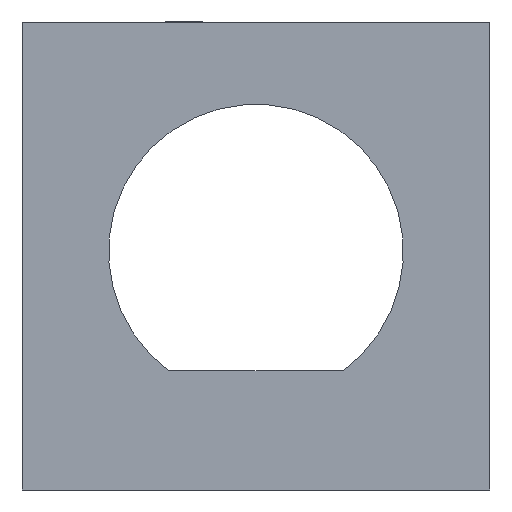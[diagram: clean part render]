
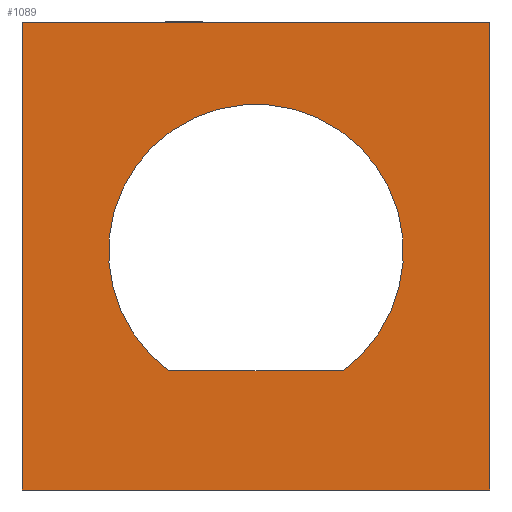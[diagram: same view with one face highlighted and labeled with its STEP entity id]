
A CAD part, front view. The second image highlights one B-rep face of the part: STEP entity #1089.
In plain terms, the highlighted planar face has unit normal (0, -1, 0).
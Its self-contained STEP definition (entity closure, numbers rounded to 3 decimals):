
#15 = LINE ( 'NONE', #181, #1130 ) ;
#25 = EDGE_CURVE ( 'NONE', #196, #267, #249, .T. ) ;
#42 = DIRECTION ( 'NONE',  ( -1., 0., 0. ) ) ;
#65 = DIRECTION ( 'NONE',  ( -1., 0., 0. ) ) ;
#87 = VERTEX_POINT ( 'NONE', #898 ) ;
#142 = PLANE ( 'NONE',  #922 ) ;
#145 = DIRECTION ( 'NONE',  ( 0., 0., -1. ) ) ;
#181 = CARTESIAN_POINT ( 'NONE',  ( -4.921, 0., -4.921 ) ) ;
#196 = VERTEX_POINT ( 'NONE', #946 ) ;
#241 = CARTESIAN_POINT ( 'NONE',  ( -1.833, 0., -2.409 ) ) ;
#244 = ORIENTED_EDGE ( 'NONE', *, *, #25, .F. ) ;
#249 = LINE ( 'NONE', #860, #921 ) ;
#266 = EDGE_CURVE ( 'NONE', #765, #403, #438, .T. ) ;
#267 = VERTEX_POINT ( 'NONE', #801 ) ;
#301 = EDGE_CURVE ( 'NONE', #754, #87, #15, .T. ) ;
#403 = VERTEX_POINT ( 'NONE', #751 ) ;
#406 = CARTESIAN_POINT ( 'NONE',  ( 0., 0., 0. ) ) ;
#438 = LINE ( 'NONE', #241, #466 ) ;
#441 = DIRECTION ( 'NONE',  ( 0., 1., 0. ) ) ;
#466 = VECTOR ( 'NONE', #65, 1000. ) ;
#543 = EDGE_LOOP ( 'NONE', ( #827, #934 ) ) ;
#547 = EDGE_CURVE ( 'NONE', #87, #196, #985, .T. ) ;
#565 = CARTESIAN_POINT ( 'NONE',  ( 1.833, 0., -2.409 ) ) ;
#626 = AXIS2_PLACEMENT_3D ( 'NONE', #628, #441, #887 ) ;
#628 = CARTESIAN_POINT ( 'NONE',  ( 0., 0., 0.091 ) ) ;
#663 = VECTOR ( 'NONE', #734, 1000. ) ;
#673 = ORIENTED_EDGE ( 'NONE', *, *, #547, .F. ) ;
#676 = FACE_OUTER_BOUND ( 'NONE', #833, .T. ) ;
#681 = FACE_BOUND ( 'NONE', #543, .T. ) ;
#685 = EDGE_CURVE ( 'NONE', #403, #765, #905, .T. ) ;
#704 = VECTOR ( 'NONE', #42, 1000. ) ;
#717 = ORIENTED_EDGE ( 'NONE', *, *, #301, .F. ) ;
#734 = DIRECTION ( 'NONE',  ( 1., 0., 0. ) ) ;
#751 = CARTESIAN_POINT ( 'NONE',  ( -1.833, 0., -2.409 ) ) ;
#754 = VERTEX_POINT ( 'NONE', #901 ) ;
#765 = VERTEX_POINT ( 'NONE', #565 ) ;
#768 = DIRECTION ( 'NONE',  ( 0., 0., 1. ) ) ;
#775 = LINE ( 'NONE', #945, #704 ) ;
#781 = DIRECTION ( 'NONE',  ( 0., 1., 0. ) ) ;
#801 = CARTESIAN_POINT ( 'NONE',  ( 4.921, 0., -4.921 ) ) ;
#827 = ORIENTED_EDGE ( 'NONE', *, *, #685, .T. ) ;
#833 = EDGE_LOOP ( 'NONE', ( #717, #1006, #244, #673 ) ) ;
#860 = CARTESIAN_POINT ( 'NONE',  ( 4.921, 0., -4.921 ) ) ;
#887 = DIRECTION ( 'NONE',  ( 0., 0., 1. ) ) ;
#896 = DIRECTION ( 'NONE',  ( 0., 0., 1. ) ) ;
#898 = CARTESIAN_POINT ( 'NONE',  ( -4.921, 0., 4.921 ) ) ;
#901 = CARTESIAN_POINT ( 'NONE',  ( -4.921, 0., -4.921 ) ) ;
#905 = CIRCLE ( 'NONE', #626, 3.1 ) ;
#921 = VECTOR ( 'NONE', #145, 1000. ) ;
#922 = AXIS2_PLACEMENT_3D ( 'NONE', #406, #781, #768 ) ;
#934 = ORIENTED_EDGE ( 'NONE', *, *, #266, .T. ) ;
#945 = CARTESIAN_POINT ( 'NONE',  ( -4.921, 0., -4.921 ) ) ;
#946 = CARTESIAN_POINT ( 'NONE',  ( 4.921, 0., 4.921 ) ) ;
#985 = LINE ( 'NONE', #1007, #663 ) ;
#1006 = ORIENTED_EDGE ( 'NONE', *, *, #1066, .F. ) ;
#1007 = CARTESIAN_POINT ( 'NONE',  ( -4.921, 0., 4.921 ) ) ;
#1066 = EDGE_CURVE ( 'NONE', #267, #754, #775, .T. ) ;
#1089 = ADVANCED_FACE ( 'NONE', ( #676, #681 ), #142, .F. ) ;
#1130 = VECTOR ( 'NONE', #896, 1000. ) ;
